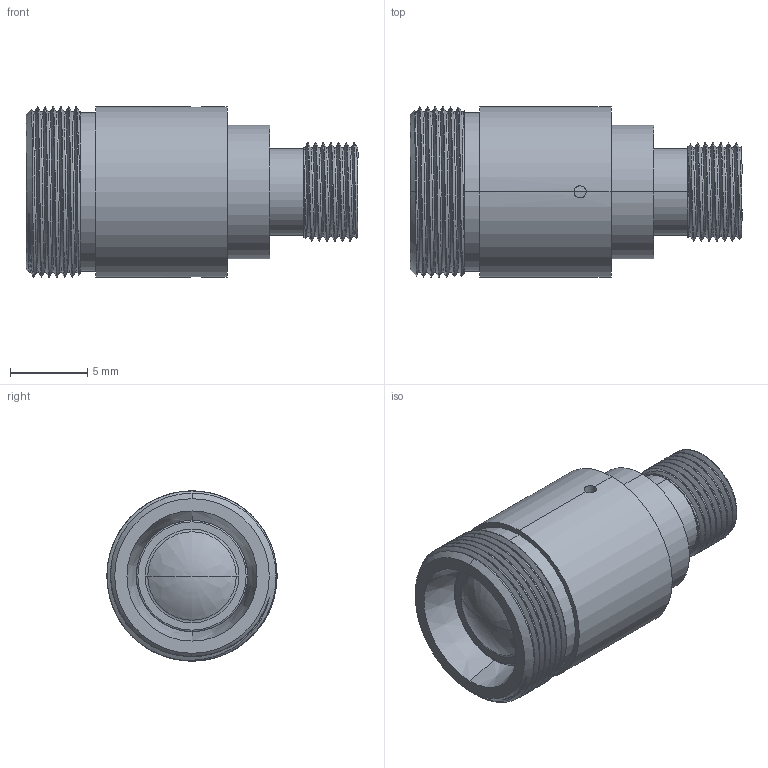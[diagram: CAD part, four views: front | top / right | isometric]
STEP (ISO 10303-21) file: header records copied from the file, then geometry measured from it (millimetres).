
FILE_DESCRIPTION (( 'STEP AP203' ), '1' );
FILE_NAME ('Web Model 64774_64770.step', '2019-07-01T13:51:31', ( '' ), ( '' ), 'SwSTEP 2.0', 'SolidWorks 2018', '' );
FILE_SCHEMA (( 'CONFIG_CONTROL_DESIGN' ));
Length unit declared in the file: millimetre
Products named in the file (1): Web Model 64774_64770
Bounding box: 21.47 x 11 x 11 mm (x, y, z)
Volume: 1196 mm3; surface area: 1786.9 mm2
Topology: 3 solids, 3 shells, 131 faces, 312 edges, 194 vertices
Faces by surface type: cylinder 60, bspline 24, cone 22, plane 19, torus 6
Entity records: 14713 total; most frequent: CARTESIAN_POINT 11838, ORIENTED_EDGE 616, DIRECTION 508, EDGE_CURVE 308, AXIS2_PLACEMENT_3D 210, VERTEX_POINT 194, EDGE_LOOP 150, FACE_OUTER_BOUND 131
